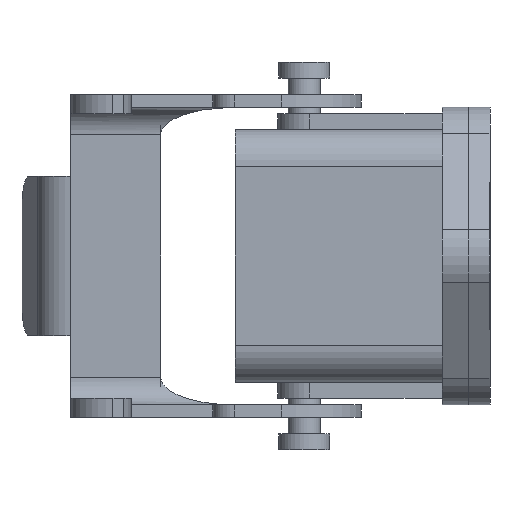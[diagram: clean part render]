
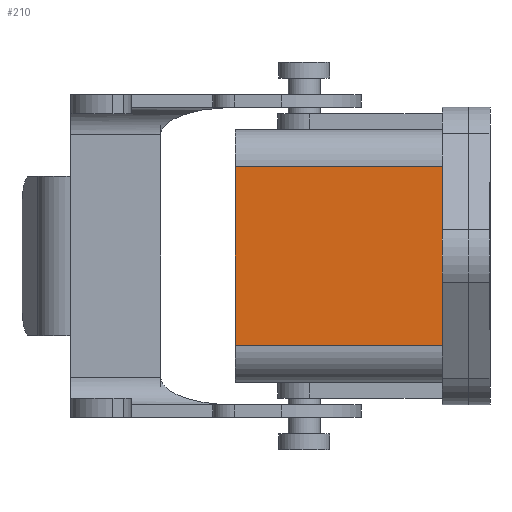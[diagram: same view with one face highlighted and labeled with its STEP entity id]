
A CAD part, left-side view. The second image highlights one B-rep face of the part: STEP entity #210.
In plain terms, the highlighted planar face has unit normal (-1, 0, 0).
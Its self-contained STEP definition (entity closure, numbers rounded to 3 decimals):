
#210 = ADVANCED_FACE( '', ( #520 ), #521, .F. );
#520 = FACE_OUTER_BOUND( '', #963, .T. );
#521 = PLANE( '', #964 );
#963 = EDGE_LOOP( '', ( #1419, #1420, #1421, #1422 ) );
#964 = AXIS2_PLACEMENT_3D( '', #1423, #1424, #1425 );
#1419 = ORIENTED_EDGE( '', *, *, #2635, .T. );
#1420 = ORIENTED_EDGE( '', *, *, #2636, .F. );
#1421 = ORIENTED_EDGE( '', *, *, #2637, .F. );
#1422 = ORIENTED_EDGE( '', *, *, #2638, .T. );
#1423 = CARTESIAN_POINT( '', ( -11.9, 24., -8.4 ) );
#1424 = DIRECTION( '', ( 1., 0., 0. ) );
#1425 = DIRECTION( '', ( 0., 0., -1. ) );
#2635 = EDGE_CURVE( '', #3137, #3138, #3139, .T. );
#2636 = EDGE_CURVE( '', #3140, #3138, #3141, .T. );
#2637 = EDGE_CURVE( '', #3142, #3140, #3143, .T. );
#2638 = EDGE_CURVE( '', #3142, #3137, #3144, .T. );
#3137 = VERTEX_POINT( '', #3871 );
#3138 = VERTEX_POINT( '', #3872 );
#3139 = LINE( '', #3873, #3874 );
#3140 = VERTEX_POINT( '', #3875 );
#3141 = LINE( '', #3876, #3877 );
#3142 = VERTEX_POINT( '', #3878 );
#3143 = LINE( '', #3879, #3880 );
#3144 = LINE( '', #3881, #3882 );
#3871 = CARTESIAN_POINT( '', ( -11.9, 4.5, -8.4 ) );
#3872 = CARTESIAN_POINT( '', ( -11.9, 4.5, 8.4 ) );
#3873 = CARTESIAN_POINT( '', ( -11.9, 4.5, -8.4 ) );
#3874 = VECTOR( '', #4783, 1000. );
#3875 = CARTESIAN_POINT( '', ( -11.9, 24., 8.4 ) );
#3876 = CARTESIAN_POINT( '', ( -11.9, 24., 8.4 ) );
#3877 = VECTOR( '', #4784, 1000. );
#3878 = CARTESIAN_POINT( '', ( -11.9, 24., -8.4 ) );
#3879 = CARTESIAN_POINT( '', ( -11.9, 24., -8.4 ) );
#3880 = VECTOR( '', #4785, 1000. );
#3881 = CARTESIAN_POINT( '', ( -11.9, 24., -8.4 ) );
#3882 = VECTOR( '', #4786, 1000. );
#4783 = DIRECTION( '', ( 0., 0., 1. ) );
#4784 = DIRECTION( '', ( 0., -1., 0. ) );
#4785 = DIRECTION( '', ( 0., 0., 1. ) );
#4786 = DIRECTION( '', ( 0., -1., 0. ) );
